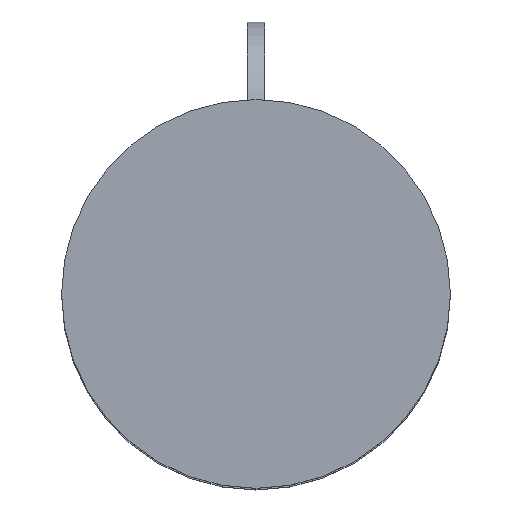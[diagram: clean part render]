
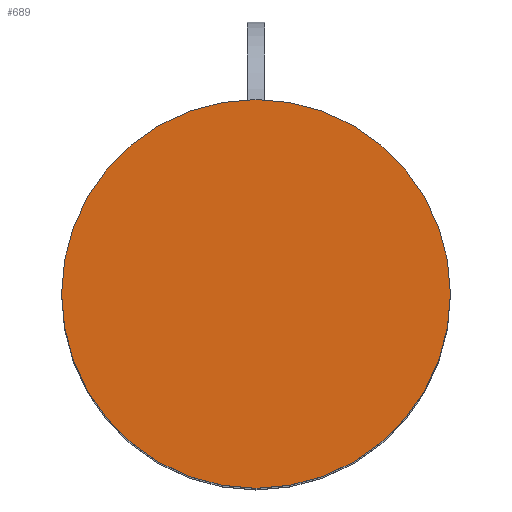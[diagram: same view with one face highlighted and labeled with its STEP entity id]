
A CAD part, top view. The second image highlights one B-rep face of the part: STEP entity #689.
In plain terms, the highlighted planar face has unit normal (0, 0, 1).
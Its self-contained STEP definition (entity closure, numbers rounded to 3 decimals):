
#34 = CARTESIAN_POINT ( 'NONE',  ( 0., 0., 0. ) ) ;
#130 = AXIS2_PLACEMENT_3D ( 'NONE', #344, #613, #220 ) ;
#150 = DIRECTION ( 'NONE',  ( 1., 0., 0. ) ) ;
#173 = EDGE_CURVE ( 'Defeatured_0_0+Defeatured_0_1+Defeatured_0_1+Defeatured_0_1', #419, #429, #464, .T. ) ;
#220 = DIRECTION ( 'NONE',  ( 1., 0., 0. ) ) ;
#281 = PLANE ( 'NONE',  #130 ) ;
#328 = CARTESIAN_POINT ( 'NONE',  ( 0., 0., 0. ) ) ;
#344 = CARTESIAN_POINT ( 'NONE',  ( 0., 0., 0. ) ) ;
#349 = AXIS2_PLACEMENT_3D ( 'NONE', #328, #714, #150 ) ;
#356 = CARTESIAN_POINT ( 'NONE',  ( 110., 0., 0. ) ) ;
#374 = ORIENTED_EDGE ( 'NONE', *, *, #584, .T. ) ;
#407 = CIRCLE ( 'NONE', #732, 110. ) ;
#413 = EDGE_LOOP ( 'NONE', ( #512, #374 ) ) ;
#419 = VERTEX_POINT ( 'NONE', #356 ) ;
#429 = VERTEX_POINT ( 'NONE', #544 ) ;
#447 = DIRECTION ( 'NONE',  ( 0., 0., 1. ) ) ;
#464 = CIRCLE ( 'NONE', #349, 110. ) ;
#487 = FACE_OUTER_BOUND ( 'NONE', #413, .T. ) ;
#498 = DIRECTION ( 'NONE',  ( 1., 0., 0. ) ) ;
#512 = ORIENTED_EDGE ( 'NONE', *, *, #173, .T. ) ;
#544 = CARTESIAN_POINT ( 'NONE',  ( -110., 0., 0. ) ) ;
#584 = EDGE_CURVE ( 'Defeatured_0_0+Defeatured_0_1+Defeatured_0_1+Defeatured_0_1', #429, #419, #407, .T. ) ;
#613 = DIRECTION ( 'NONE',  ( 0., 0., 1. ) ) ;
#689 = ADVANCED_FACE ( 'Defeatured_0_0', ( #487 ), #281, .T. ) ;
#714 = DIRECTION ( 'NONE',  ( 0., 0., 1. ) ) ;
#732 = AXIS2_PLACEMENT_3D ( 'NONE', #34, #447, #498 ) ;
